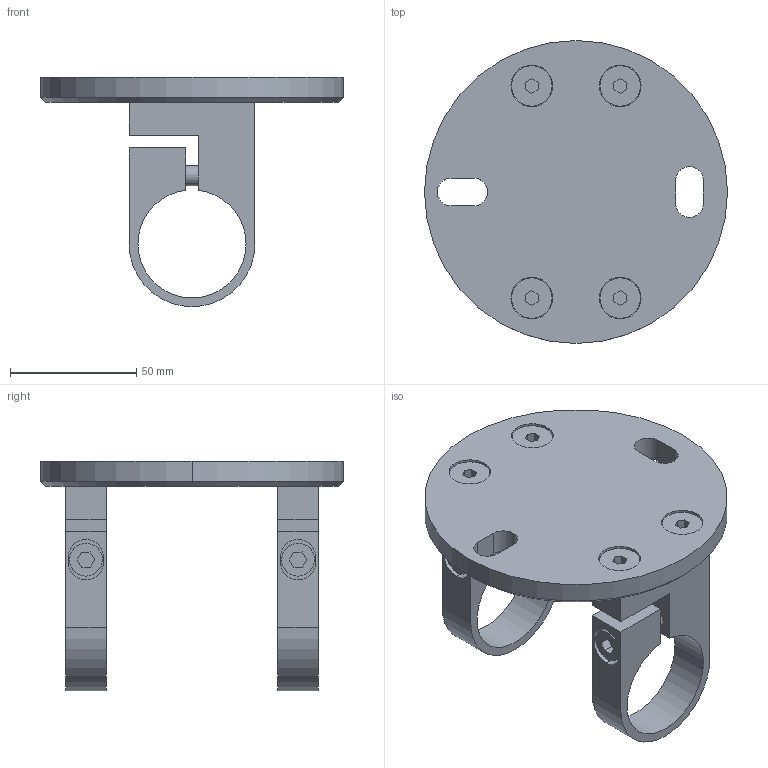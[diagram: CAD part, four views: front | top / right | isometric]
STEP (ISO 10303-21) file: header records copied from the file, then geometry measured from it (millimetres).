
FILE_DESCRIPTION (( 'STEP AP203' ), '1' );
FILE_NAME ('A6_2x42.STEP', '2023-01-20T12:35:41', ( '' ), ( '' ), 'SwSTEP 2.0', 'SolidWorks 2019', '' );
FILE_SCHEMA (( 'CONFIG_CONTROL_DESIGN' ));
Length unit declared in the file: millimetre
Products named in the file (5): stn en iso 4762_SKRUTKA M 8x 30; Skrutka DIN 7991_Skrutka M 8x 20; A6_2x42.P2; A6_2x42.P1_a6_2x42; A6_2x42
Assembly tree (9 placements, depth 2):
  A6_2x42
    A6_2x42.P1_a6_2x42
    A6_2x42.P2  x2
    stn en iso 4762_SKRUTKA M 8x 30  x2
    Skrutka DIN 7991_Skrutka M 8x 20  x4
Bounding box: 120 x 120 x 90.9 mm (x, y, z)
Volume: 167958.5 mm3; surface area: 61157.5 mm2
Topology: 9 solids, 9 shells, 221 faces, 519 edges, 324 vertices
Faces by surface type: plane 106, cylinder 77, cone 38
Entity records: 3949 total; most frequent: DIRECTION 614, CARTESIAN_POINT 559, ORIENTED_EDGE 532, EDGE_CURVE 266, AXIS2_PLACEMENT_3D 223, LINE 168, VERTEX_POINT 168, VECTOR 168
